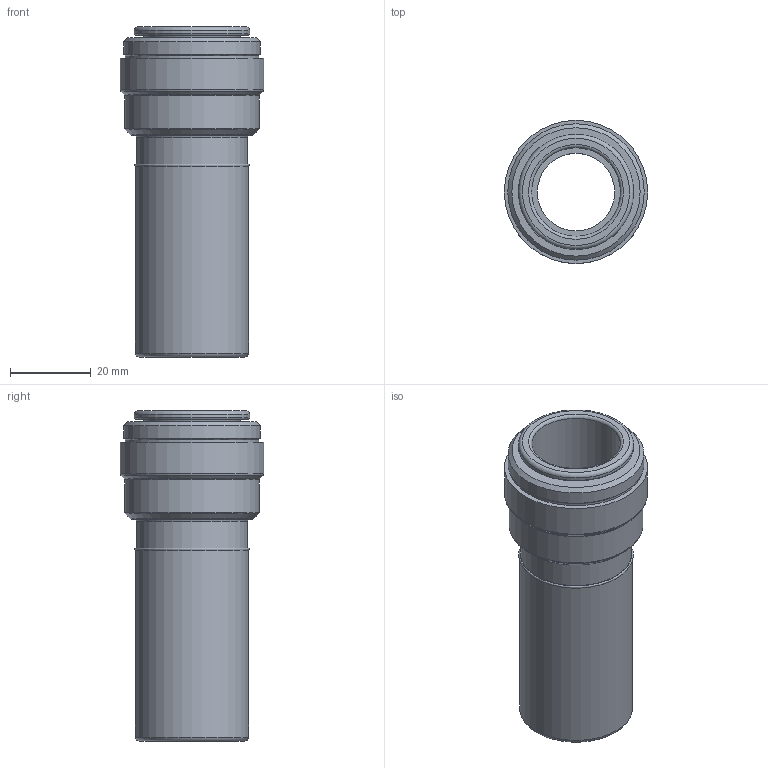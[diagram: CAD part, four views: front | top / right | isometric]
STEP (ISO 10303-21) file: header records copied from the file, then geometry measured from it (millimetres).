
FILE_DESCRIPTION(/* description */ ('STEP AP214'),/* implementation_level */ '2;1');
FILE_NAME(/* name */ '196231_CQ-28H-22',/* time_stamp */ '2024-08-07T22:00:28+02:00',/* author */ ('License CC BY-ND 4.0'),/* organization */ ('CADENAS'),/* preprocessor_version */ 'ST-DEVELOPER v19.3',/* originating_system */ 'PARTsolutions',/* authorisation */ ' ');
FILE_SCHEMA (('AUTOMOTIVE_DESIGN {1 0 10303 214 3 1 1}'));
Length unit declared in the file: millimetre
Products named in the file (1): 196231 CQ-28H-22
Bounding box: 35.5 x 35.5 x 81.8 mm (x, y, z)
Volume: 28463.7 mm3; surface area: 14499.9 mm2
Topology: 1 solids, 1 shells, 37 faces, 65 edges, 37 vertices
Faces by surface type: torus 11, cylinder 11, plane 9, cone 6
Full cylindrical faces by diameter (mm): 19.2 x1, 22 x1, 22.75 x1, 23.95 x1, 27.5 x1, 28 x1, 28.55 x1, 33 x1, 33.3 x1, 33.8 x1, 35.5 x1
Entity records: 778 total; most frequent: DIRECTION 150, CARTESIAN_POINT 112, AXIS2_PLACEMENT_3D 75, ORIENTED_EDGE 74, EDGE_LOOP 74, FACE_BOUND 74, EDGE_CURVE 37, VERTEX_POINT 37
